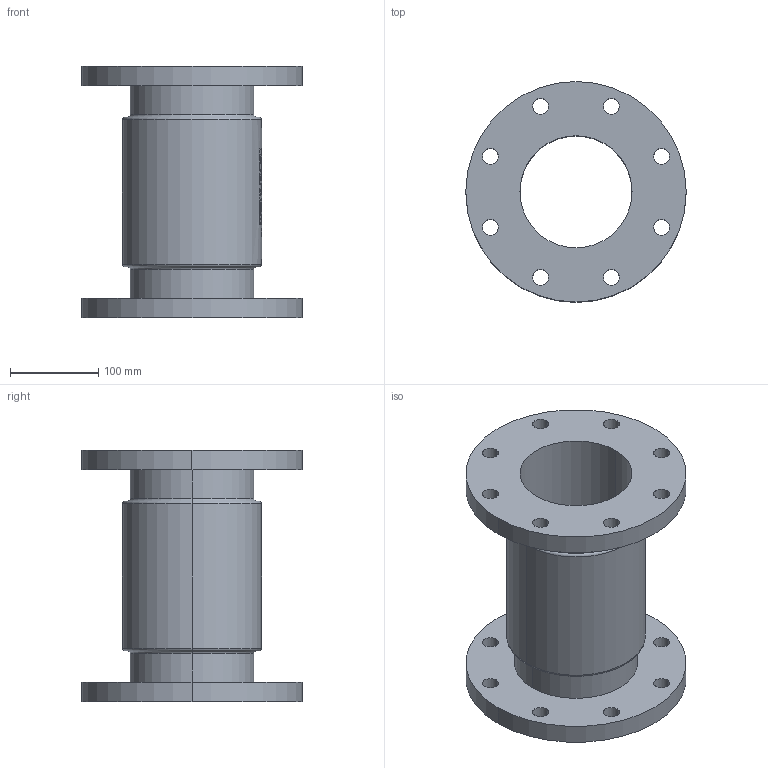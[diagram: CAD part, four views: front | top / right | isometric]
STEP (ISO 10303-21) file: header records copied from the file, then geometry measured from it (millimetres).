
FILE_DESCRIPTION (( 'STEP AP214' ), '1' );
FILE_NAME ('7120000_DN125_PN16_51420244.STEP', '2022-02-18T08:35:39', ( 'axxx' ), ( 'Hewlett-Packard Company' ), 'SwSTEP 2.0', 'SolidWorks 2019', '' );
FILE_SCHEMA (( 'AUTOMOTIVE_DESIGN' ));
Length unit declared in the file: millimetre
Products named in the file (1): 7120000_DN125_PN16_51420244
Bounding box: 250 x 250 x 285 mm (x, y, z)
Volume: 2861203.6 mm3; surface area: 425779.2 mm2
Topology: 1 solids, 1 shells, 542 faces, 1417 edges, 942 vertices
Faces by surface type: plane 275, bspline 196, cylinder 63, torus 8
Entity records: 28495 total; most frequent: CARTESIAN_POINT 16367, ORIENTED_EDGE 2834, DIRECTION 1844, EDGE_CURVE 1417, VERTEX_POINT 942, LINE 798, VECTOR 798, EDGE_LOOP 641
